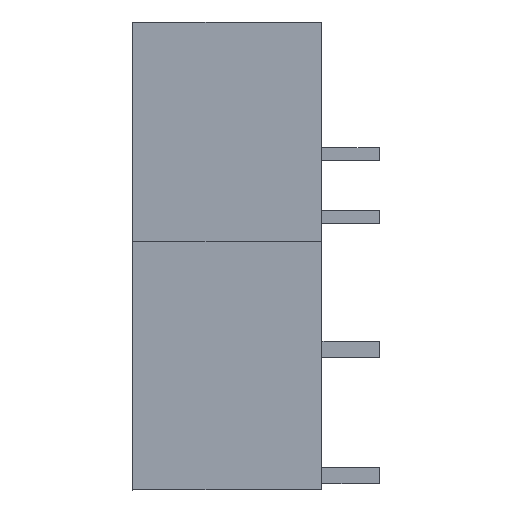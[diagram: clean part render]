
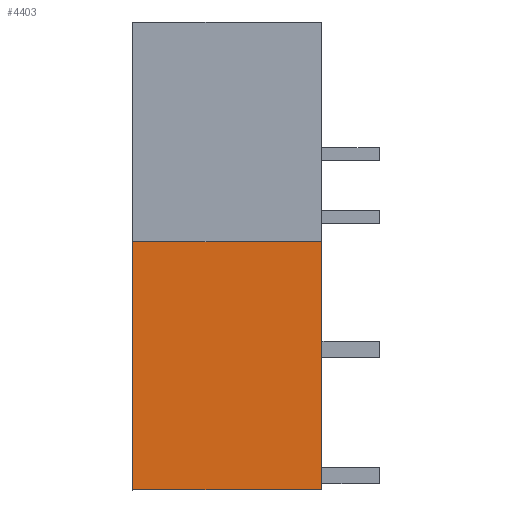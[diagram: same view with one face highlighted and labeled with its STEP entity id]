
A CAD part, left-side view. The second image highlights one B-rep face of the part: STEP entity #4403.
In plain terms, the highlighted planar face has unit normal (-1, 0, 0).
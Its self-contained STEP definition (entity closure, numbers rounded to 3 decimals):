
#4390=AXIS2_PLACEMENT_3D('Plane Axis2P3D',#4387,#4388,#4389) ;
#438=CARTESIAN_POINT('Vertex',(8.59,3.5,15.)) ;
#441=CARTESIAN_POINT('Line Origine',(8.59,3.5,7.5)) ;
#445=CARTESIAN_POINT('Vertex',(8.59,3.5,0.)) ;
#1860=CARTESIAN_POINT('Vertex',(8.59,14.9,0.)) ;
#1863=CARTESIAN_POINT('Line Origine',(8.59,14.9,7.5)) ;
#1867=CARTESIAN_POINT('Vertex',(8.59,14.9,15.)) ;
#4343=CARTESIAN_POINT('Line Origine',(8.59,9.2,15.)) ;
#4387=CARTESIAN_POINT('Axis2P3D Location',(8.59,3.6,12.5)) ;
#4392=CARTESIAN_POINT('Line Origine',(8.59,9.2,0.)) ;
#442=DIRECTION('Vector Direction',(0.,0.,-1.)) ;
#1864=DIRECTION('Vector Direction',(0.,0.,-1.)) ;
#4344=DIRECTION('Vector Direction',(0.,1.,0.)) ;
#4388=DIRECTION('Axis2P3D Direction',(1.,0.,0.)) ;
#4389=DIRECTION('Axis2P3D XDirection',(0.,1.,0.)) ;
#4393=DIRECTION('Vector Direction',(0.,1.,0.)) ;
#443=VECTOR('Line Direction',#442,1.) ;
#1865=VECTOR('Line Direction',#1864,1.) ;
#4345=VECTOR('Line Direction',#4344,1.) ;
#4394=VECTOR('Line Direction',#4393,1.) ;
#4398=ORIENTED_EDGE('',*,*,#4396,.F.) ;
#4399=ORIENTED_EDGE('',*,*,#447,.F.) ;
#4400=ORIENTED_EDGE('',*,*,#4347,.T.) ;
#4401=ORIENTED_EDGE('',*,*,#1869,.T.) ;
#4403=ADVANCED_FACE('HOUSING',(#4402),#4391,.F.) ;
#447=EDGE_CURVE('',#439,#446,#444,.T.) ;
#1869=EDGE_CURVE('',#1868,#1861,#1866,.T.) ;
#4347=EDGE_CURVE('',#439,#1868,#4346,.T.) ;
#4396=EDGE_CURVE('',#446,#1861,#4395,.T.) ;
#4397=EDGE_LOOP('',(#4398,#4399,#4400,#4401)) ;
#4402=FACE_OUTER_BOUND('',#4397,.T.) ;
#444=LINE('Line',#441,#443) ;
#1866=LINE('Line',#1863,#1865) ;
#4346=LINE('Line',#4343,#4345) ;
#4395=LINE('Line',#4392,#4394) ;
#4391=PLANE('',#4390) ;
#439=VERTEX_POINT('',#438) ;
#446=VERTEX_POINT('',#445) ;
#1861=VERTEX_POINT('',#1860) ;
#1868=VERTEX_POINT('',#1867) ;
